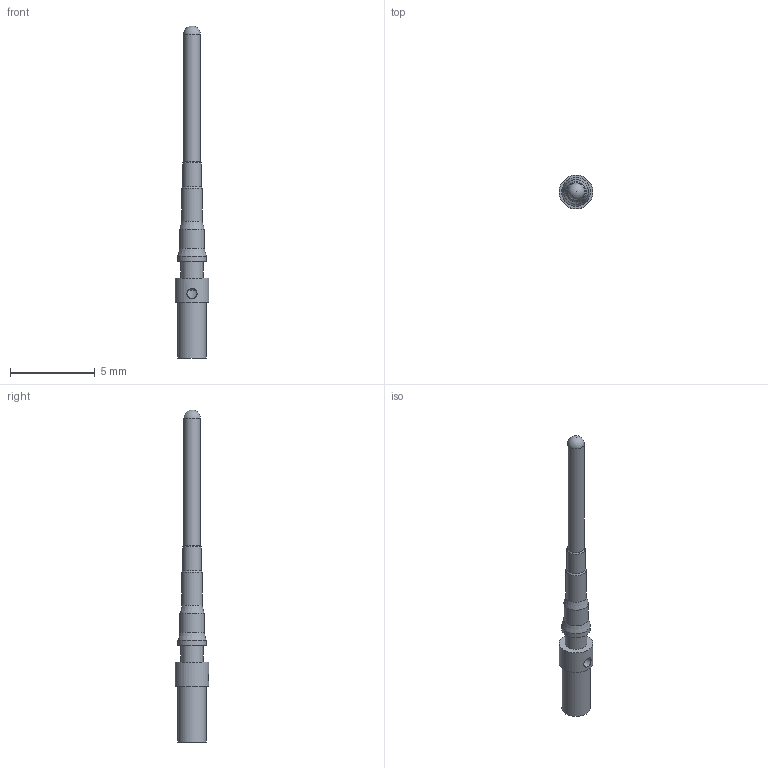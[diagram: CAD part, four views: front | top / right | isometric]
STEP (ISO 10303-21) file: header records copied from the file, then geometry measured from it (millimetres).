
FILE_DESCRIPTION(/* description */ (''),/* implementation_level */ '2;1');
FILE_NAME(/* name */ 'Steckerstift_AWG24-20.stp',/* time_stamp */ '2020-03-06T14:29:41+01:00',/* author */ ('ESCHA GmbH & Co. KG'),/* organization */ ('ESCHA GmbH & Co. KG'),/* preprocessor_version */ 'ST-DEVELOPER v16',/* originating_system */ 'SIEMENS PLM Software NX 10.0',/* authorisation */ '');
FILE_SCHEMA (('AUTOMOTIVE_DESIGN { 1 0 10303 214 3 1 1 1 }'));
Length unit declared in the file: millimetre
Products named in the file (1): 5026475__Steckerstift_part_283557
Bounding box: 2 x 2 x 19.6 mm (x, y, z)
Volume: 22.9 mm3; surface area: 99.4 mm2
Topology: 1 solids, 1 shells, 21 faces, 43 edges, 25 vertices
Faces by surface type: cylinder 10, cone 6, plane 4, sphere 1
Full cylindrical faces by diameter (mm): 0.6 x1, 1 x1, 1.1 x2, 1.2 x1, 1.3 x1, 1.45 x1, 1.68 x1, 1.7 x1, 2 x1
Entity records: 576 total; most frequent: CARTESIAN_POINT 189, DIRECTION 82, ORIENTED_EDGE 44, EDGE_LOOP 41, FACE_BOUND 41, AXIS2_PLACEMENT_3D 41, EDGE_CURVE 22, VERTEX_POINT 22
